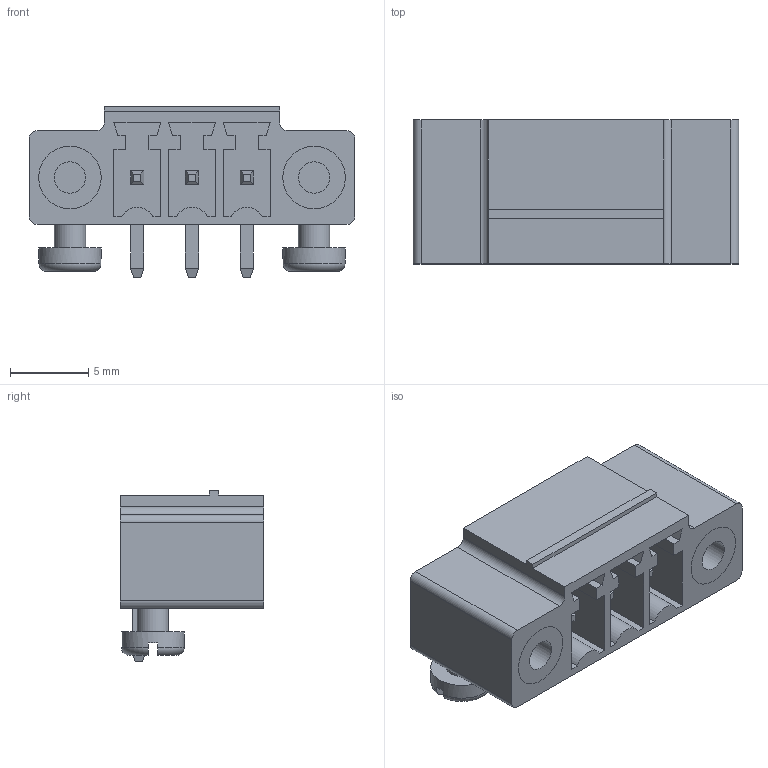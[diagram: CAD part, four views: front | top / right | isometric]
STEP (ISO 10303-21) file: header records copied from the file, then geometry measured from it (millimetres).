
FILE_DESCRIPTION(/* description */ ('model of PhoenixContact_MC-GF_03x3.50mm_Angled_ThreadedFlange_MountHole.'),/* implementation_level */ FILE_NAME(/* name */ 'PhoenixContact_MC-GF_03x3.50mm_Angled_ThreadedFlange_MountHole..stp',/* time_stamp */ '2017-02-27T15:08:22',/* author */ ('Rene Poeschl',''),/* organization */ (''),/* preprocessor_version */ '',/* originating_system */ '',/* authorisation */ '');
FILE_NAME(/* name */ 'PhoenixContact_MC-GF_03x3.50mm_Angled_ThreadedFlange_MountHole..stp',/* time_stamp */ '2017-02-27T15:08:22',/* author */ ('Rene Poeschl',''),/* organization */ (''),/* preprocessor_version */ '',/* originating_system */ '',/* authorisation */ '');
FILE_SCHEMA(('AUTOMOTIVE_DESIGN_CC2 { 1 2 10303 214 -1 1 5 4 }'));
Length unit declared in the file: millimetre
Products named in the file (1): MC_01x03_GF_3_5mm_MH
Bounding box: 20.8 x 9.2 x 10.95 mm (x, y, z)
Volume: 997.6 mm3; surface area: 1449.6 mm2
Topology: 1 solids, 1 shells, 145 faces, 358 edges, 232 vertices
Faces by surface type: plane 126, cylinder 15, torus 4
Full cylindrical faces by diameter (mm): 2 x4, 4 x2
Entity records: 12270 total; most frequent: CARTESIAN_POINT 4078, DIRECTION 1297, LINE 896, VECTOR 896, ORIENTED_EDGE 716, PCURVE 716, DEFINITIONAL_REPRESENTATION 716, EDGE_CURVE 358
